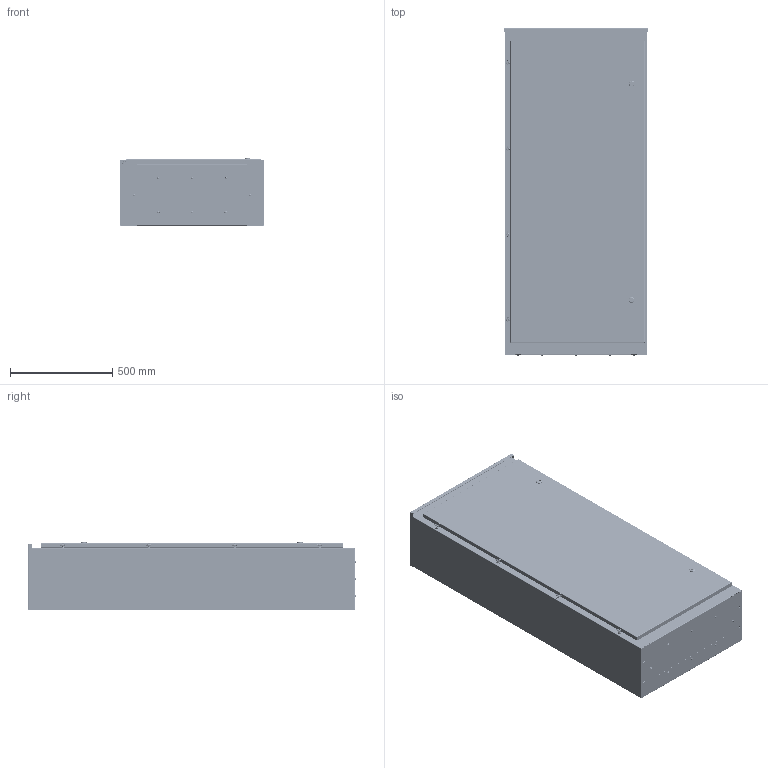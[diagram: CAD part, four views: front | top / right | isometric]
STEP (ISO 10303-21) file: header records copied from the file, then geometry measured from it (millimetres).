
FILE_DESCRIPTION (( 'STEP AP214' ), '1' );
FILE_NAME ('ØÐÑ-1 IP54.STEP', '2020-12-07T13:03:52', ( '' ), ( '' ), 'SwSTEP 2.0', 'SolidWorks 2019', '' );
FILE_SCHEMA (( 'AUTOMOTIVE_DESIGN' ));
Length unit declared in the file: millimetre
Products named in the file (28): Ïåòëÿ îêîííàÿ; Çàìîê áîëüøîé; Íàâåñêà îêîííàÿ; ÌÈ-1343.01.01.002-Øâåëëåð; ÌÈ-547.01.00.001-Ïåðåìû÷êà âåðõíÿÿ; ÌÈ-1343.01.00.000-Êîðïóñ â ñáîðå; ﾌﾈ-1343.02.00.001-ﾄ粢; ÌÈ-1343.00.00.001 Óãîëîê ìîíòàæíûé; Øïèëüêà ïðèâàðíàÿ Ì6õ12; ÓÊ èç ïåíîïîëèóðåòåíà íà ïàíåëü; ÌÈ-1343.01.02.001-Ñòåíêà ëåâàÿ; pan head cross recess screw_din_DIN EN ISO 7045 - M6 x 16 - Z - 16N; hex flange nut_din_Hexagon Flange Nut DIN 6923 - M6 - N; ﾘﾐﾑ-1 IP54; ÌÈ-1343.01.01.000-Ñòåíêà ïðàâàÿ â ñáîðå; ÓÊ èç ïåíîïîëèóðåòåíà íà äâåðü; ÌÈ-547.01.00.002-Ïåðåìû÷êà íèæíÿÿ; ÌÈ-547.00.00.003 Øâåëëåð; ÌÈ-1343.02.00.000-Äâåðü â ñáîðå; ÌÈ-1343.01.00.001-Ñòåíêà çàäíÿÿ; ÌÈ-1343.01.02.000-Ñòåíêà ëåâàÿ â ñáîðå; 昈-1343.04.00.001-眈翴錪; Øàéáà êðîâåëüíàÿ 7õ19; 倘-1343.01.00.002-署赅; ÌÈ-1343.04.00.000-Ïàíåëü â ñáîðå; ﾌﾈ-547.00.00.002 ﾊ煇鳫; ﾘ; ÌÈ-1343.01.01.001-Ñòåíêà ïðàâàÿ
Assembly tree (127 placements, depth 4):
  ﾘﾐﾑ-1 IP54
    ÌÈ-1343.01.00.000-Êîðïóñ â ñáîðå
      ÌÈ-1343.01.00.001-Ñòåíêà çàäíÿÿ
      ÌÈ-1343.01.01.000-Ñòåíêà ïðàâàÿ â ñáîðå
        ÌÈ-1343.01.01.001-Ñòåíêà ïðàâàÿ
        ÌÈ-1343.01.01.002-Øâåëëåð  x3
      ÌÈ-1343.01.02.000-Ñòåíêà ëåâàÿ â ñáîðå
        ÌÈ-1343.01.02.001-Ñòåíêà ëåâàÿ
        ÌÈ-1343.01.01.002-Øâåëëåð  x3
        Øïèëüêà ïðèâàðíàÿ Ì6õ12
      ÌÈ-547.01.00.001-Ïåðåìû÷êà âåðõíÿÿ
      ÌÈ-547.01.00.002-Ïåðåìû÷êà íèæíÿÿ
      倘-1343.01.00.002-署赅
    ÌÈ-1343.02.00.000-Äâåðü â ñáîðå
      ﾌﾈ-1343.02.00.001-ﾄ粢
      Øïèëüêà ïðèâàðíàÿ Ì6õ12
      ÓÊ èç ïåíîïîëèóðåòåíà íà äâåðü
      Çàìîê áîëüøîé  x2
    Ïåòëÿ îêîííàÿ  x4
    Íàâåñêà îêîííàÿ  x4
    ﾘ  x4
    hex flange nut_din_Hexagon Flange Nut DIN 6923 - M6 - N  x40
    Øàéáà êðîâåëüíàÿ 7õ19  x16
    ÌÈ-1343.00.00.001 Óãîëîê ìîíòàæíûé  x2
    ﾌﾈ-547.00.00.002 ﾊ煇鳫  x2
    ÌÈ-547.00.00.003 Øâåëëåð  x4
    pan head cross recess screw_din_DIN EN ISO 7045 - M6 x 16 - Z - 16N  x26
    ÌÈ-1343.04.00.000-Ïàíåëü â ñáîðå
      昈-1343.04.00.001-眈翴錪
      ÓÊ èç ïåíîïîëèóðåòåíà íà ïàíåëü
Bounding box: 705 x 1604.78 x 331.8 mm (x, y, z)
Volume: 5147038.7 mm3; surface area: 9813988.6 mm2
Topology: 122 solids, 132 shells, 5115 faces, 12777 edges, 7952 vertices
Faces by surface type: plane 2257, cylinder 1648, cone 644, bspline 258, torus 256, sphere 52
Entity records: 45669 total; most frequent: CARTESIAN_POINT 8758, DIRECTION 7678, ORIENTED_EDGE 7118, EDGE_CURVE 3559, AXIS2_PLACEMENT_3D 2722, VERTEX_POINT 2258, VECTOR 2234, LINE 2234
